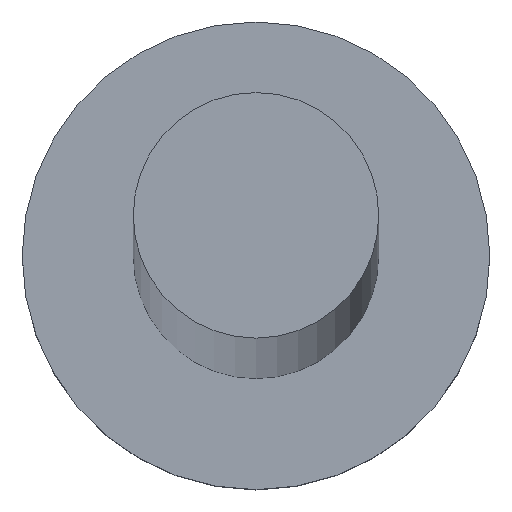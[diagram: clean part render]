
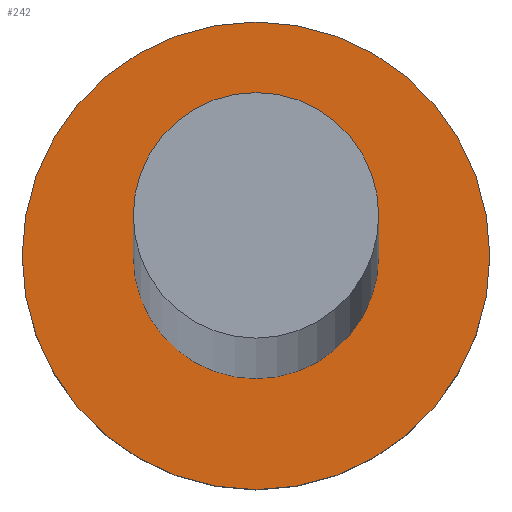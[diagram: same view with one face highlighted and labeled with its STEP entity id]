
A CAD part, top view. The second image highlights one B-rep face of the part: STEP entity #242.
In plain terms, the highlighted planar face has unit normal (0, 0, 1).
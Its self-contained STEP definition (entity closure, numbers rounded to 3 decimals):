
#1 = FACE_BOUND ( 'NONE', #91, .T. ) ;
#15 = ORIENTED_EDGE ( 'NONE', *, *, #31, .T. ) ;
#26 = AXIS2_PLACEMENT_3D ( 'NONE', #161, #62, #199 ) ;
#31 = EDGE_CURVE ( 'NONE', #132, #191, #124, .T. ) ;
#36 = ORIENTED_EDGE ( 'NONE', *, *, #173, .T. ) ;
#45 = DIRECTION ( 'NONE',  ( 0., 0., 1. ) ) ;
#46 = CARTESIAN_POINT ( 'NONE',  ( 0., 0., 3. ) ) ;
#53 = DIRECTION ( 'NONE',  ( 0., 0., 1. ) ) ;
#62 = DIRECTION ( 'NONE',  ( 0., 0., 1. ) ) ;
#65 = EDGE_CURVE ( 'NONE', #110, #254, #233, .T. ) ;
#73 = CARTESIAN_POINT ( 'NONE',  ( 0., 0., 3. ) ) ;
#84 = CIRCLE ( 'NONE', #109, 2.1 ) ;
#91 = EDGE_LOOP ( 'NONE', ( #170, #186 ) ) ;
#96 = DIRECTION ( 'NONE',  ( 1., 0., 0. ) ) ;
#103 = CARTESIAN_POINT ( 'NONE',  ( 2.1, 0., 3. ) ) ;
#109 = AXIS2_PLACEMENT_3D ( 'NONE', #46, #175, #177 ) ;
#110 = VERTEX_POINT ( 'NONE', #224 ) ;
#118 = AXIS2_PLACEMENT_3D ( 'NONE', #245, #45, #221 ) ;
#123 = FACE_OUTER_BOUND ( 'NONE', #192, .T. ) ;
#124 = CIRCLE ( 'NONE', #243, 4. ) ;
#125 = CARTESIAN_POINT ( 'NONE',  ( 4., 0., 3. ) ) ;
#132 = VERTEX_POINT ( 'NONE', #150 ) ;
#150 = CARTESIAN_POINT ( 'NONE',  ( -4., 0., 3. ) ) ;
#154 = DIRECTION ( 'NONE',  ( 1., 0., 0. ) ) ;
#161 = CARTESIAN_POINT ( 'NONE',  ( 0., 0., 3. ) ) ;
#170 = ORIENTED_EDGE ( 'NONE', *, *, #65, .F. ) ;
#173 = EDGE_CURVE ( 'NONE', #191, #132, #189, .T. ) ;
#175 = DIRECTION ( 'NONE',  ( 0., 0., 1. ) ) ;
#176 = EDGE_CURVE ( 'NONE', #254, #110, #84, .T. ) ;
#177 = DIRECTION ( 'NONE',  ( 1., 0., 0. ) ) ;
#180 = PLANE ( 'NONE',  #26 ) ;
#186 = ORIENTED_EDGE ( 'NONE', *, *, #176, .F. ) ;
#189 = CIRCLE ( 'NONE', #118, 4. ) ;
#191 = VERTEX_POINT ( 'NONE', #125 ) ;
#192 = EDGE_LOOP ( 'NONE', ( #15, #36 ) ) ;
#196 = CARTESIAN_POINT ( 'NONE',  ( 0., 0., 3. ) ) ;
#199 = DIRECTION ( 'NONE',  ( 1., 0., 0. ) ) ;
#209 = DIRECTION ( 'NONE',  ( 0., 0., 1. ) ) ;
#221 = DIRECTION ( 'NONE',  ( 1., 0., 0. ) ) ;
#224 = CARTESIAN_POINT ( 'NONE',  ( -2.1, 0., 3. ) ) ;
#233 = CIRCLE ( 'NONE', #253, 2.1 ) ;
#242 = ADVANCED_FACE ( 'NONE', ( #1, #123 ), #180, .T. ) ;
#243 = AXIS2_PLACEMENT_3D ( 'NONE', #73, #53, #154 ) ;
#245 = CARTESIAN_POINT ( 'NONE',  ( 0., 0., 3. ) ) ;
#253 = AXIS2_PLACEMENT_3D ( 'NONE', #196, #209, #96 ) ;
#254 = VERTEX_POINT ( 'NONE', #103 ) ;
